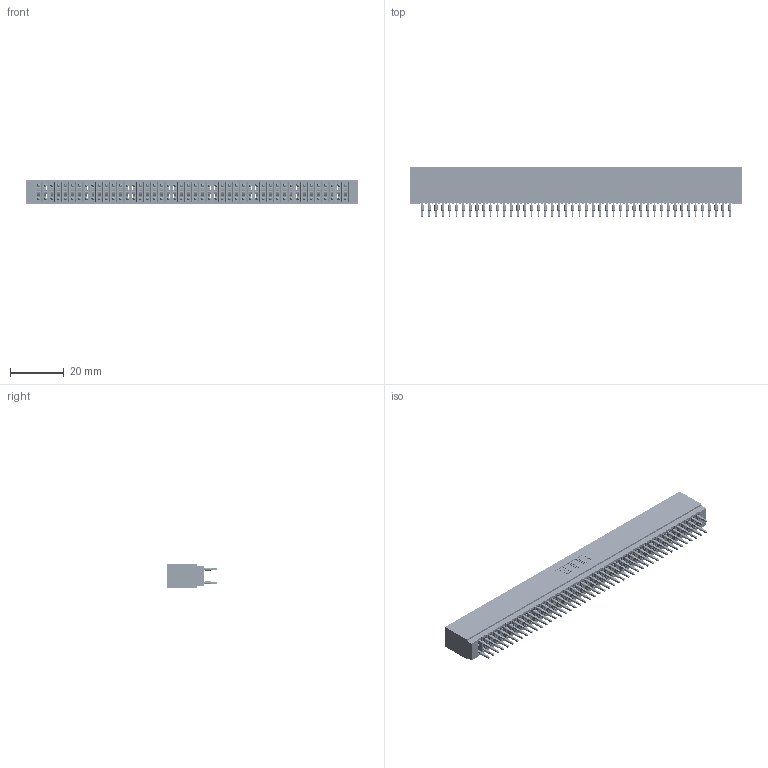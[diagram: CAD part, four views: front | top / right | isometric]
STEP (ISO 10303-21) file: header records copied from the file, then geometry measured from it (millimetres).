
FILE_DESCRIPTION (( 'STEP AP203' ), '1' );
FILE_NAME ('725-092-560-201.STEP', '2026-02-24T19:36:58', ( '' ), ( '' ), 'SwSTEP 2.0', 'SolidWorks 2023', '' );
FILE_SCHEMA (( 'CONFIG_CONTROL_DESIGN' ));
Length unit declared in the file: millimetre
Products named in the file (3): 745-292-001_560; 725-092-560-201; 725 Part_Insulator Option - 01
Assembly tree (93 placements, depth 2):
  725-092-560-201
    725 Part_Insulator Option - 01
    745-292-001_560  x92
Bounding box: 123.44 x 18.8 x 8.89 mm (x, y, z)
Volume: 10108.9 mm3; surface area: 22887.5 mm2
Topology: 93 solids, 93 shells, 9157 faces, 25048 edges, 15900 vertices
Faces by surface type: plane 4747, cylinder 2018, bspline 1840, torus 552
Entity records: 77183 total; most frequent: CARTESIAN_POINT 13889, ORIENTED_EDGE 13332, DIRECTION 11650, EDGE_CURVE 6666, VECTOR 6200, LINE 6200, VERTEX_POINT 4252, AXIS2_PLACEMENT_3D 2725
